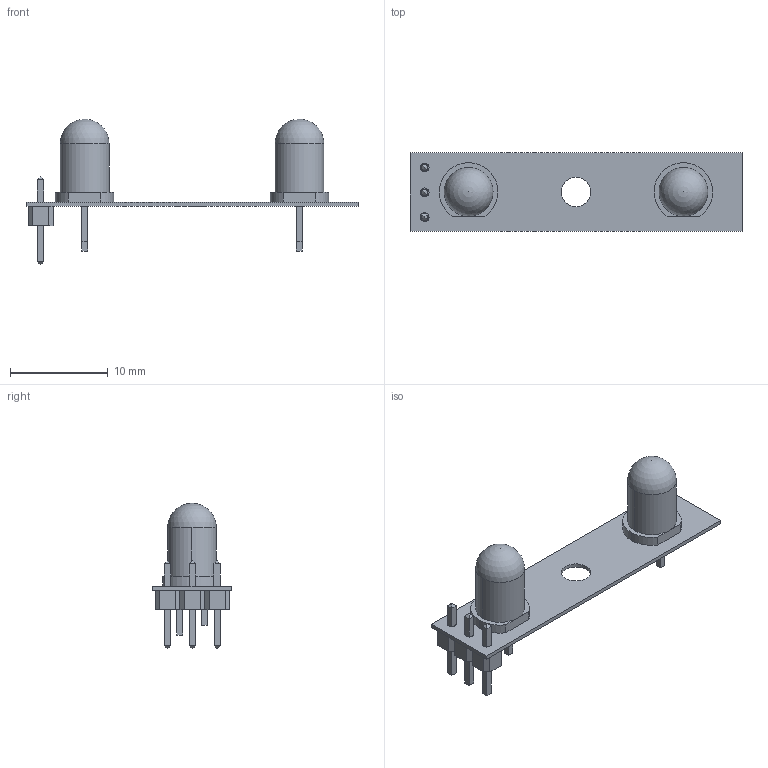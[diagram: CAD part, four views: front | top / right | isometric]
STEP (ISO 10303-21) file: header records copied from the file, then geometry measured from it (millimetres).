
FILE_DESCRIPTION(('Open CASCADE Model'),'2;1');
FILE_NAME('Open CASCADE Shape Model','2025-11-21T12:51:54',('Author'),( 'Open CASCADE'),'Open CASCADE STEP processor 7.5','Open CASCADE 7.5' ,'Unknown');
FILE_SCHEMA(('AUTOMOTIVE_DESIGN { 1 0 10303 214 1 1 1 1 }'));
Length unit declared in the file: millimetre
Products named in the file (8): PCB; Board; Open CASCADE STEP translator 7.5 2.1.1; P1; Header-1x3-.1; D2; User Library-LED5ON-Red; D1
Assembly tree (8 placements, depth 3):
  PCB
    Board
      Open CASCADE STEP translator 7.5 2.1.1
    P1
      Header-1x3-.1
    D2
      User Library-LED5ON-Red
    D1
      User Library-LED5ON-Red
Bounding box: 34 x 8 x 14.91 mm (x, y, z)
Volume: 474.6 mm3; surface area: 1095.3 mm2
Topology: 6 solids, 6 shells, 136 faces, 320 edges, 204 vertices
Faces by surface type: plane 116, cylinder 18, sphere 2
Full cylindrical faces by diameter (mm): 0.8 x4, 0.9 x3, 3 x1
Entity records: 3889 total; most frequent: CARTESIAN_POINT 579, DIRECTION 551, ORIENTED_EDGE 546, EDGE_CURVE 273, LINE 245, VECTOR 245, VERTEX_POINT 174, AXIS2_PLACEMENT_3D 153
